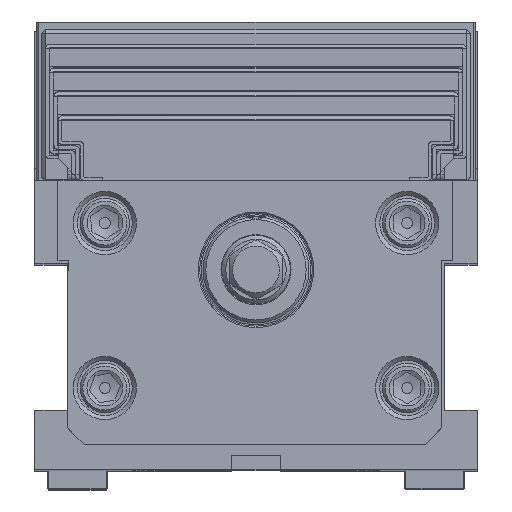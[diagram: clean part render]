
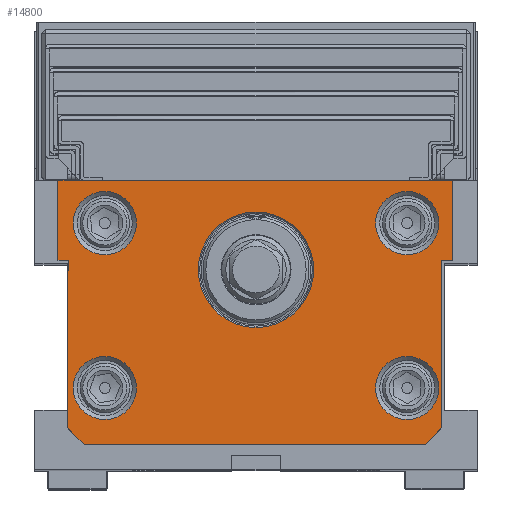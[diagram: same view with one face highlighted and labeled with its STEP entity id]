
A CAD part, top view. The second image highlights one B-rep face of the part: STEP entity #14800.
In plain terms, the highlighted planar face has unit normal (0, 0, 1).
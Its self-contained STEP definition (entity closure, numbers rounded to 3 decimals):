
#632=FACE_BOUND('',#2958,.T.);
#633=FACE_BOUND('',#2959,.T.);
#634=FACE_BOUND('',#2960,.T.);
#635=FACE_BOUND('',#2961,.T.);
#636=FACE_BOUND('',#2962,.T.);
#1099=CIRCLE('',#16020,21.);
#1100=CIRCLE('',#16023,0.1);
#1101=CIRCLE('',#16024,0.1);
#1102=CIRCLE('',#16025,0.1);
#1103=CIRCLE('',#16026,0.1);
#1104=CIRCLE('',#16027,0.1);
#1105=CIRCLE('',#16028,0.1);
#1106=CIRCLE('',#16029,11.5);
#1107=CIRCLE('',#16030,11.5);
#1108=CIRCLE('',#16031,11.5);
#1109=CIRCLE('',#16032,11.5);
#2001=FACE_OUTER_BOUND('',#2957,.T.);
#2957=EDGE_LOOP('',(#10899,#10900,#10901,#10902,#10903,#10904,#10905,#10906,
#10907,#10908,#10909,#10910,#10911,#10912,#10913,#10914));
#2958=EDGE_LOOP('',(#10915));
#2959=EDGE_LOOP('',(#10916));
#2960=EDGE_LOOP('',(#10917));
#2961=EDGE_LOOP('',(#10918));
#2962=EDGE_LOOP('',(#10919));
#4149=LINE('',#22704,#5441);
#4162=LINE('',#22820,#5454);
#4163=LINE('',#22822,#5455);
#4164=LINE('',#22824,#5456);
#4165=LINE('',#22826,#5457);
#4166=LINE('',#22828,#5458);
#4167=LINE('',#22832,#5459);
#4168=LINE('',#22836,#5460);
#4169=LINE('',#22841,#5461);
#4170=LINE('',#22845,#5462);
#5441=VECTOR('',#18188,10.);
#5454=VECTOR('',#18269,10.);
#5455=VECTOR('',#18270,10.);
#5456=VECTOR('',#18271,10.);
#5457=VECTOR('',#18272,10.);
#5458=VECTOR('',#18273,10.);
#5459=VECTOR('',#18276,10.);
#5460=VECTOR('',#18279,10.);
#5461=VECTOR('',#18284,10.);
#5462=VECTOR('',#18287,10.);
#6720=VERTEX_POINT('',#22702);
#6721=VERTEX_POINT('',#22703);
#6754=VERTEX_POINT('',#22814);
#6755=VERTEX_POINT('',#22818);
#6756=VERTEX_POINT('',#22819);
#6757=VERTEX_POINT('',#22821);
#6758=VERTEX_POINT('',#22823);
#6759=VERTEX_POINT('',#22825);
#6760=VERTEX_POINT('',#22827);
#6761=VERTEX_POINT('',#22829);
#6762=VERTEX_POINT('',#22831);
#6763=VERTEX_POINT('',#22833);
#6764=VERTEX_POINT('',#22835);
#6765=VERTEX_POINT('',#22838);
#6766=VERTEX_POINT('',#22840);
#6767=VERTEX_POINT('',#22842);
#6768=VERTEX_POINT('',#22844);
#6769=VERTEX_POINT('',#22847);
#6770=VERTEX_POINT('',#22849);
#6771=VERTEX_POINT('',#22851);
#6772=VERTEX_POINT('',#22853);
#8308=EDGE_CURVE('',#6720,#6721,#4149,.T.);
#8343=EDGE_CURVE('',#6754,#6754,#1099,.T.);
#8344=EDGE_CURVE('',#6755,#6756,#4162,.T.);
#8345=EDGE_CURVE('',#6757,#6755,#4163,.T.);
#8346=EDGE_CURVE('',#6758,#6757,#4164,.T.);
#8347=EDGE_CURVE('',#6759,#6758,#4165,.T.);
#8348=EDGE_CURVE('',#6760,#6759,#4166,.T.);
#8349=EDGE_CURVE('',#6761,#6760,#1100,.T.);
#8350=EDGE_CURVE('',#6762,#6761,#4167,.T.);
#8351=EDGE_CURVE('',#6763,#6762,#1101,.T.);
#8352=EDGE_CURVE('',#6764,#6763,#4168,.T.);
#8353=EDGE_CURVE('',#6721,#6764,#1102,.T.);
#8354=EDGE_CURVE('',#6765,#6720,#1103,.T.);
#8355=EDGE_CURVE('',#6766,#6765,#4169,.T.);
#8356=EDGE_CURVE('',#6767,#6766,#1104,.T.);
#8357=EDGE_CURVE('',#6768,#6767,#4170,.T.);
#8358=EDGE_CURVE('',#6756,#6768,#1105,.T.);
#8359=EDGE_CURVE('',#6769,#6769,#1106,.T.);
#8360=EDGE_CURVE('',#6770,#6770,#1107,.T.);
#8361=EDGE_CURVE('',#6771,#6771,#1108,.T.);
#8362=EDGE_CURVE('',#6772,#6772,#1109,.T.);
#10899=ORIENTED_EDGE('',*,*,#8344,.F.);
#10900=ORIENTED_EDGE('',*,*,#8345,.F.);
#10901=ORIENTED_EDGE('',*,*,#8346,.F.);
#10902=ORIENTED_EDGE('',*,*,#8347,.F.);
#10903=ORIENTED_EDGE('',*,*,#8348,.F.);
#10904=ORIENTED_EDGE('',*,*,#8349,.F.);
#10905=ORIENTED_EDGE('',*,*,#8350,.F.);
#10906=ORIENTED_EDGE('',*,*,#8351,.F.);
#10907=ORIENTED_EDGE('',*,*,#8352,.F.);
#10908=ORIENTED_EDGE('',*,*,#8353,.F.);
#10909=ORIENTED_EDGE('',*,*,#8308,.F.);
#10910=ORIENTED_EDGE('',*,*,#8354,.F.);
#10911=ORIENTED_EDGE('',*,*,#8355,.F.);
#10912=ORIENTED_EDGE('',*,*,#8356,.F.);
#10913=ORIENTED_EDGE('',*,*,#8357,.F.);
#10914=ORIENTED_EDGE('',*,*,#8358,.F.);
#10915=ORIENTED_EDGE('',*,*,#8359,.F.);
#10916=ORIENTED_EDGE('',*,*,#8360,.F.);
#10917=ORIENTED_EDGE('',*,*,#8361,.F.);
#10918=ORIENTED_EDGE('',*,*,#8362,.F.);
#10919=ORIENTED_EDGE('',*,*,#8343,.F.);
#14204=PLANE('',#16022);
#14800=ADVANCED_FACE('',(#2001,#632,#633,#634,#635,#636),#14204,.T.);
#16020=AXIS2_PLACEMENT_3D('',#22815,#18263,#18264);
#16022=AXIS2_PLACEMENT_3D('',#22817,#18267,#18268);
#16023=AXIS2_PLACEMENT_3D('',#22830,#18274,#18275);
#16024=AXIS2_PLACEMENT_3D('',#22834,#18277,#18278);
#16025=AXIS2_PLACEMENT_3D('',#22837,#18280,#18281);
#16026=AXIS2_PLACEMENT_3D('',#22839,#18282,#18283);
#16027=AXIS2_PLACEMENT_3D('',#22843,#18285,#18286);
#16028=AXIS2_PLACEMENT_3D('',#22846,#18288,#18289);
#16029=AXIS2_PLACEMENT_3D('',#22848,#18290,#18291);
#16030=AXIS2_PLACEMENT_3D('',#22850,#18292,#18293);
#16031=AXIS2_PLACEMENT_3D('',#22852,#18294,#18295);
#16032=AXIS2_PLACEMENT_3D('',#22854,#18296,#18297);
#18188=DIRECTION('',(1.,0.,0.));
#18263=DIRECTION('center_axis',(0.,0.,1.));
#18264=DIRECTION('ref_axis',(-1.,0.,0.));
#18267=DIRECTION('center_axis',(0.,0.,1.));
#18268=DIRECTION('ref_axis',(1.,0.,0.));
#18269=DIRECTION('',(0.002,1.,0.));
#18270=DIRECTION('',(-0.706,0.708,0.));
#18271=DIRECTION('',(-1.,0.,0.));
#18272=DIRECTION('',(-0.707,-0.707,0.));
#18273=DIRECTION('',(0.,-1.,0.));
#18274=DIRECTION('center_axis',(0.,0.,1.));
#18275=DIRECTION('ref_axis',(0.,-1.,0.));
#18276=DIRECTION('',(-1.,0.,0.));
#18277=DIRECTION('center_axis',(0.,0.,-1.));
#18278=DIRECTION('ref_axis',(0.,-1.,0.));
#18279=DIRECTION('',(0.,-1.,0.));
#18280=DIRECTION('center_axis',(0.,0.,-1.));
#18281=DIRECTION('ref_axis',(1.,0.,0.));
#18282=DIRECTION('center_axis',(0.,0.,-1.));
#18283=DIRECTION('ref_axis',(0.,1.,0.));
#18284=DIRECTION('',(0.,1.,0.));
#18285=DIRECTION('center_axis',(0.,0.,-1.));
#18286=DIRECTION('ref_axis',(-1.,0.,0.));
#18287=DIRECTION('',(-1.,0.,0.));
#18288=DIRECTION('center_axis',(0.,0.,1.));
#18289=DIRECTION('ref_axis',(-1.,0.002,0.));
#18290=DIRECTION('center_axis',(0.,0.,1.));
#18291=DIRECTION('ref_axis',(-1.,0.,0.));
#18292=DIRECTION('center_axis',(0.,0.,1.));
#18293=DIRECTION('ref_axis',(-1.,0.,0.));
#18294=DIRECTION('center_axis',(0.,0.,1.));
#18295=DIRECTION('ref_axis',(-1.,0.,0.));
#18296=DIRECTION('center_axis',(0.,0.,1.));
#18297=DIRECTION('ref_axis',(-1.,0.,0.));
#22702=CARTESIAN_POINT('',(-72.04,105.,26.));
#22703=CARTESIAN_POINT('',(71.26,105.,26.));
#22704=CARTESIAN_POINT('',(71.26,105.,26.));
#22814=CARTESIAN_POINT('',(21.,72.5,26.));
#22815=CARTESIAN_POINT('Origin',(0.,72.5,26.));
#22817=CARTESIAN_POINT('Origin',(-0.416,59.761,26.));
#22818=CARTESIAN_POINT('',(-68.513,15.,26.));
#22819=CARTESIAN_POINT('',(-68.391,75.9,26.));
#22820=CARTESIAN_POINT('',(-68.391,75.9,26.));
#22821=CARTESIAN_POINT('',(-62.525,9.,26.));
#22822=CARTESIAN_POINT('',(-68.513,15.,26.));
#22823=CARTESIAN_POINT('',(61.61,9.,26.));
#22824=CARTESIAN_POINT('',(-62.525,9.,26.));
#22825=CARTESIAN_POINT('',(67.61,15.,26.));
#22826=CARTESIAN_POINT('',(61.61,9.,26.));
#22827=CARTESIAN_POINT('',(67.61,75.9,26.));
#22828=CARTESIAN_POINT('',(67.61,15.,26.));
#22829=CARTESIAN_POINT('',(67.71,76.,26.));
#22830=CARTESIAN_POINT('Origin',(67.71,75.9,26.));
#22831=CARTESIAN_POINT('',(71.26,76.,26.));
#22832=CARTESIAN_POINT('',(67.71,76.,26.));
#22833=CARTESIAN_POINT('',(71.36,76.1,26.));
#22834=CARTESIAN_POINT('Origin',(71.26,76.1,26.));
#22835=CARTESIAN_POINT('',(71.36,104.9,26.));
#22836=CARTESIAN_POINT('',(71.36,76.1,26.));
#22837=CARTESIAN_POINT('Origin',(71.26,104.9,26.));
#22838=CARTESIAN_POINT('',(-72.14,104.9,26.));
#22839=CARTESIAN_POINT('Origin',(-72.04,104.9,26.));
#22840=CARTESIAN_POINT('',(-72.14,76.1,26.));
#22841=CARTESIAN_POINT('',(-72.14,104.9,26.));
#22842=CARTESIAN_POINT('',(-72.04,76.,26.));
#22843=CARTESIAN_POINT('Origin',(-72.04,76.1,26.));
#22844=CARTESIAN_POINT('',(-68.491,76.,26.));
#22845=CARTESIAN_POINT('',(-72.04,76.,26.));
#22846=CARTESIAN_POINT('Origin',(-68.491,75.9,26.));
#22847=CARTESIAN_POINT('',(66.5,89.5,26.));
#22848=CARTESIAN_POINT('Origin',(55.,89.5,26.));
#22849=CARTESIAN_POINT('',(-43.5,89.5,26.));
#22850=CARTESIAN_POINT('Origin',(-55.,89.5,26.));
#22851=CARTESIAN_POINT('',(-43.5,29.5,26.));
#22852=CARTESIAN_POINT('Origin',(-55.,29.5,26.));
#22853=CARTESIAN_POINT('',(66.5,29.5,26.));
#22854=CARTESIAN_POINT('Origin',(55.,29.5,26.));
